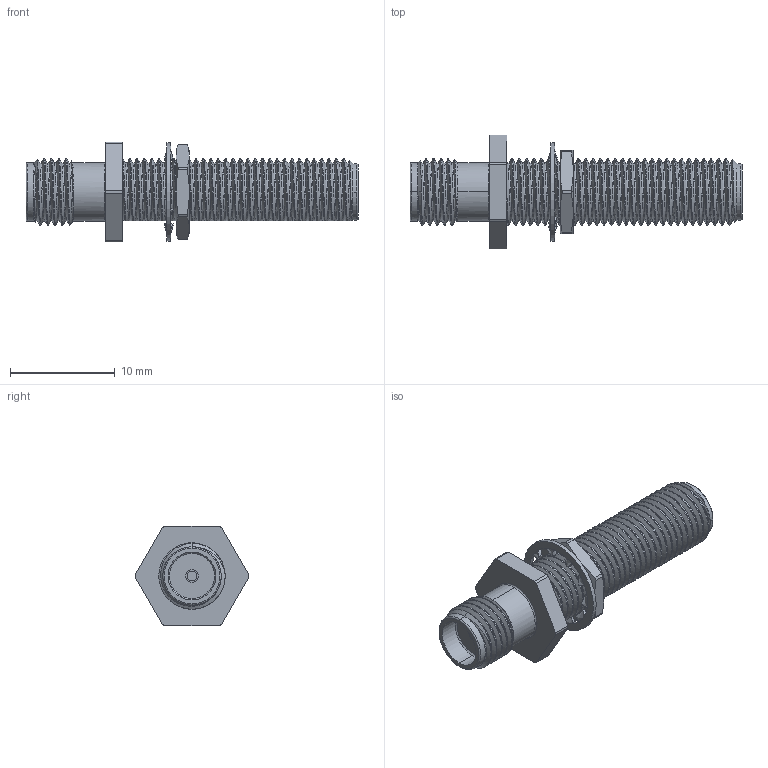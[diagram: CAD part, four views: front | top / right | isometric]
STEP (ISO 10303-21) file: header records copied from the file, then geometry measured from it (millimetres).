
FILE_DESCRIPTION (( 'STEP AP203' ), '1' );
FILE_NAME ('SM4911.step', '2019-02-19T23:21:17', ( '' ), ( '' ), 'SwSTEP 2.0', 'SolidWorks 2017', '' );
FILE_SCHEMA (( 'CONFIG_CONTROL_DESIGN' ));
Products named in the file (1): SM4911
Bounding box: 31.75 x 10.86 x 9.53 mm (x, y, z)
Volume: 912.4 mm3; surface area: 1300.3 mm2
Topology: 3 solids, 3 shells, 377 faces, 1100 edges, 737 vertices
Faces by surface type: cylinder 153, bspline 143, plane 43, cone 34, torus 4
Entity records: 94532 total; most frequent: CARTESIAN_POINT 86326, ORIENTED_EDGE 2200, EDGE_CURVE 1100, DIRECTION 1098, VERTEX_POINT 737, AXIS2_PLACEMENT_3D 396, EDGE_LOOP 389, B_SPLINE_CURVE_WITH_KNOTS 386
